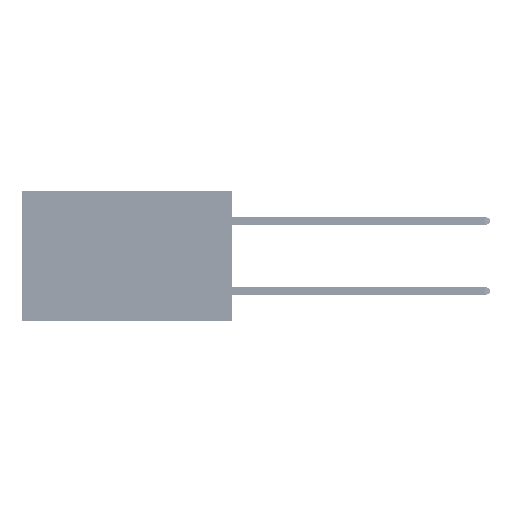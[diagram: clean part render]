
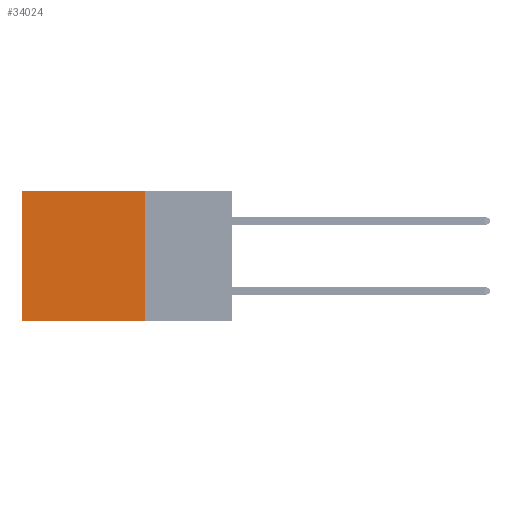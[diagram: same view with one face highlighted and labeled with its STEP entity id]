
A CAD part, left-side view. The second image highlights one B-rep face of the part: STEP entity #34024.
In plain terms, the highlighted planar face has unit normal (-1, 0, 0).
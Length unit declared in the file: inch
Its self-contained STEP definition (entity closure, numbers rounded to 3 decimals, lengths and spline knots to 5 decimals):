
#146 = CARTESIAN_POINT ( 'NONE',  ( 0.2875, 0.6, -0.37 ) ) ;
#202 = EDGE_CURVE ( 'NONE', #1997, #4507, #24242, .T. ) ;
#1997 = VERTEX_POINT ( 'NONE', #16832 ) ;
#2509 = EDGE_LOOP ( 'NONE', ( #13391, #30478, #17820, #39856 ) ) ;
#4507 = VERTEX_POINT ( 'NONE', #44439 ) ;
#4608 = DIRECTION ( 'NONE',  ( 0., 0., -1. ) ) ;
#5117 = AXIS2_PLACEMENT_3D ( 'NONE', #30600, #8278, #4608 ) ;
#5788 = VECTOR ( 'NONE', #28487, 39.37008 ) ;
#7339 = EDGE_CURVE ( 'NONE', #23779, #30587, #28242, .T. ) ;
#8278 = DIRECTION ( 'NONE',  ( 1., 0., 0. ) ) ;
#9541 = DIRECTION ( 'NONE',  ( 0., 0., -1. ) ) ;
#12084 = EDGE_CURVE ( 'NONE', #1997, #23779, #16878, .T. ) ;
#13391 = ORIENTED_EDGE ( 'NONE', *, *, #40296, .T. ) ;
#14487 = VECTOR ( 'NONE', #9541, 39.37008 ) ;
#15608 = PLANE ( 'NONE',  #5117 ) ;
#15734 = DIRECTION ( 'NONE',  ( 0., 0., -1. ) ) ;
#16832 = CARTESIAN_POINT ( 'NONE',  ( 0.2875, 0.25, 0. ) ) ;
#16878 = LINE ( 'NONE', #28171, #14487 ) ;
#17231 = CARTESIAN_POINT ( 'NONE',  ( 0.2875, 0.25, -0.37 ) ) ;
#17430 = CARTESIAN_POINT ( 'NONE',  ( 0.2875, 0.25, -0.37 ) ) ;
#17716 = VECTOR ( 'NONE', #15734, 39.37008 ) ;
#17820 = ORIENTED_EDGE ( 'NONE', *, *, #12084, .F. ) ;
#20366 = LINE ( 'NONE', #35087, #17716 ) ;
#23779 = VERTEX_POINT ( 'NONE', #17231 ) ;
#24242 = LINE ( 'NONE', #27226, #33730 ) ;
#27226 = CARTESIAN_POINT ( 'NONE',  ( 0.2875, 0.25, 0. ) ) ;
#28171 = CARTESIAN_POINT ( 'NONE',  ( 0.2875, 0.25, 0. ) ) ;
#28242 = LINE ( 'NONE', #17430, #5788 ) ;
#28487 = DIRECTION ( 'NONE',  ( 0., 1., 0. ) ) ;
#30478 = ORIENTED_EDGE ( 'NONE', *, *, #7339, .F. ) ;
#30587 = VERTEX_POINT ( 'NONE', #146 ) ;
#30600 = CARTESIAN_POINT ( 'NONE',  ( 0.2875, 0.25, 0. ) ) ;
#33730 = VECTOR ( 'NONE', #34806, 39.37008 ) ;
#34024 = ADVANCED_FACE ( 'NONE', ( #45273 ), #15608, .F. ) ;
#34806 = DIRECTION ( 'NONE',  ( 0., 1., 0. ) ) ;
#35087 = CARTESIAN_POINT ( 'NONE',  ( 0.2875, 0.6, 0. ) ) ;
#39856 = ORIENTED_EDGE ( 'NONE', *, *, #202, .T. ) ;
#40296 = EDGE_CURVE ( 'NONE', #4507, #30587, #20366, .T. ) ;
#44439 = CARTESIAN_POINT ( 'NONE',  ( 0.2875, 0.6, 0. ) ) ;
#45273 = FACE_OUTER_BOUND ( 'NONE', #2509, .T. ) ;
